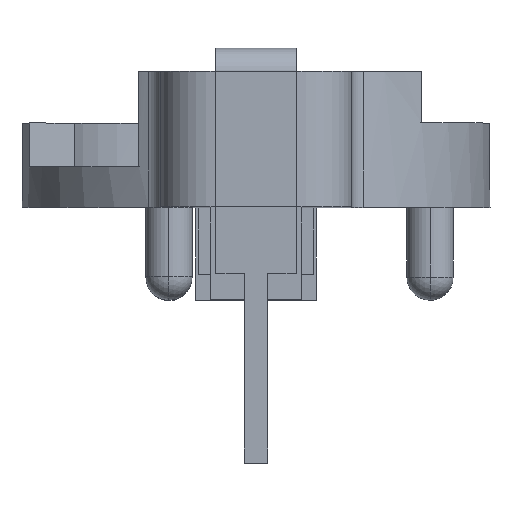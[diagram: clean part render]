
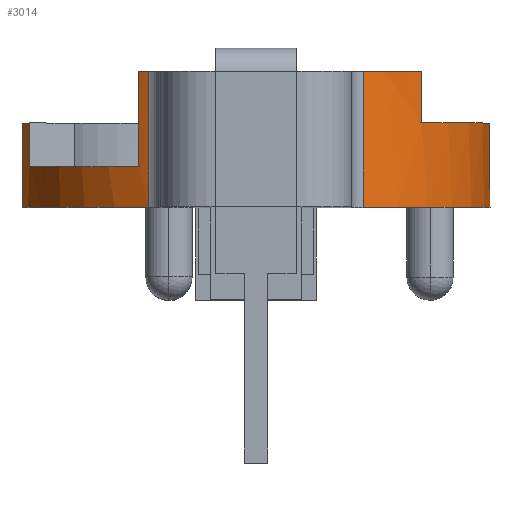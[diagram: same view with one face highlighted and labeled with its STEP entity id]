
A CAD part, top view. The second image highlights one B-rep face of the part: STEP entity #3014.
In plain terms, the highlighted cylindrical face has radius 6.415 mm (diameter 12.83 mm), a partial arc.
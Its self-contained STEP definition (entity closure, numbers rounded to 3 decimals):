
#40 = CARTESIAN_POINT ( 'NONE',  ( -6.196, 2.31, 1.66 ) ) ;
#132 = CARTESIAN_POINT ( 'NONE',  ( 2.94, 3.71, 5.702 ) ) ;
#200 = CIRCLE ( 'NONE', #2650, 6.415 ) ;
#217 = DIRECTION ( 'NONE',  ( 0., -1., 0. ) ) ;
#227 = VERTEX_POINT ( 'NONE', #2724 ) ;
#271 = DIRECTION ( 'NONE',  ( 0., 1., 0. ) ) ;
#295 = AXIS2_PLACEMENT_3D ( 'NONE', #698, #217, #1884 ) ;
#336 = ORIENTED_EDGE ( 'NONE', *, *, #1749, .T. ) ;
#363 = CARTESIAN_POINT ( 'NONE',  ( -2.94, -19.836, 5.702 ) ) ;
#396 = VERTEX_POINT ( 'NONE', #1442 ) ;
#457 = LINE ( 'NONE', #968, #1642 ) ;
#468 = VECTOR ( 'NONE', #1189, 1000. ) ;
#569 = ORIENTED_EDGE ( 'NONE', *, *, #1672, .T. ) ;
#591 = DIRECTION ( 'NONE',  ( 0., -1., 0. ) ) ;
#619 = EDGE_CURVE ( 'NONE', #396, #2477, #1932, .T. ) ;
#651 = DIRECTION ( 'NONE',  ( 0., 0., 1. ) ) ;
#695 = CARTESIAN_POINT ( 'NONE',  ( 0., -19.836, 0. ) ) ;
#698 = CARTESIAN_POINT ( 'NONE',  ( 0., 3.71, 0. ) ) ;
#721 = AXIS2_PLACEMENT_3D ( 'NONE', #2503, #591, #2712 ) ;
#784 = VERTEX_POINT ( 'NONE', #915 ) ;
#800 = LINE ( 'NONE', #1097, #2989 ) ;
#802 = CIRCLE ( 'NONE', #721, 6.415 ) ;
#896 = DIRECTION ( 'NONE',  ( 0., -1., 0. ) ) ;
#915 = CARTESIAN_POINT ( 'NONE',  ( -3.208, 1.11, 5.556 ) ) ;
#929 = DIRECTION ( 'NONE',  ( 0., -1., 0. ) ) ;
#968 = CARTESIAN_POINT ( 'NONE',  ( -6.196, -7.212, 1.66 ) ) ;
#971 = ORIENTED_EDGE ( 'NONE', *, *, #2947, .F. ) ;
#978 = AXIS2_PLACEMENT_3D ( 'NONE', #1150, #896, #651 ) ;
#979 = DIRECTION ( 'NONE',  ( 0., 1., 0. ) ) ;
#984 = VERTEX_POINT ( 'NONE', #132 ) ;
#1008 = CARTESIAN_POINT ( 'NONE',  ( 2.94, 0., 5.702 ) ) ;
#1016 = AXIS2_PLACEMENT_3D ( 'NONE', #695, #1622, #2330 ) ;
#1059 = CIRCLE ( 'NONE', #295, 6.415 ) ;
#1097 = CARTESIAN_POINT ( 'NONE',  ( 2.94, -19.836, 5.702 ) ) ;
#1098 = FACE_OUTER_BOUND ( 'NONE', #2441, .T. ) ;
#1150 = CARTESIAN_POINT ( 'NONE',  ( 0., 2.31, 0. ) ) ;
#1174 = DIRECTION ( 'NONE',  ( 0., 0., 1. ) ) ;
#1189 = DIRECTION ( 'NONE',  ( 0., 1., 0. ) ) ;
#1202 = AXIS2_PLACEMENT_3D ( 'NONE', #2656, #271, #2373 ) ;
#1210 = CIRCLE ( 'NONE', #978, 6.415 ) ;
#1318 = LINE ( 'NONE', #2586, #468 ) ;
#1324 = DIRECTION ( 'NONE',  ( 0., 1., 0. ) ) ;
#1340 = ORIENTED_EDGE ( 'NONE', *, *, #1872, .T. ) ;
#1375 = CARTESIAN_POINT ( 'NONE',  ( 4.536, -16.868, 4.536 ) ) ;
#1379 = EDGE_CURVE ( 'NONE', #1975, #2711, #2563, .T. ) ;
#1442 = CARTESIAN_POINT ( 'NONE',  ( 4.536, 2.31, 4.536 ) ) ;
#1622 = DIRECTION ( 'NONE',  ( 0., 1., 0. ) ) ;
#1642 = VECTOR ( 'NONE', #979, 1000. ) ;
#1672 = EDGE_CURVE ( 'NONE', #2182, #227, #200, .T. ) ;
#1684 = CARTESIAN_POINT ( 'NONE',  ( 4.536, 3.71, 4.536 ) ) ;
#1739 = ORIENTED_EDGE ( 'NONE', *, *, #2240, .F. ) ;
#1749 = EDGE_CURVE ( 'NONE', #2500, #396, #1210, .T. ) ;
#1758 = CARTESIAN_POINT ( 'NONE',  ( -2.94, 0., 5.702 ) ) ;
#1802 = DIRECTION ( 'NONE',  ( 0., 1., 0. ) ) ;
#1872 = EDGE_CURVE ( 'NONE', #3009, #2500, #457, .T. ) ;
#1884 = DIRECTION ( 'NONE',  ( 0., 0., 1. ) ) ;
#1916 = CARTESIAN_POINT ( 'NONE',  ( -6.196, 1.11, 1.66 ) ) ;
#1932 = LINE ( 'NONE', #1375, #2306 ) ;
#1961 = ORIENTED_EDGE ( 'NONE', *, *, #2241, .T. ) ;
#1975 = VERTEX_POINT ( 'NONE', #1008 ) ;
#2030 = DIRECTION ( 'NONE',  ( 0., 1., 0. ) ) ;
#2182 = VERTEX_POINT ( 'NONE', #2725 ) ;
#2240 = EDGE_CURVE ( 'NONE', #1975, #984, #800, .T. ) ;
#2241 = EDGE_CURVE ( 'NONE', #2711, #2182, #2377, .T. ) ;
#2283 = CARTESIAN_POINT ( 'NONE',  ( 0., 3.71, 0. ) ) ;
#2306 = VECTOR ( 'NONE', #1324, 1000. ) ;
#2330 = DIRECTION ( 'NONE',  ( 0., 0., 1. ) ) ;
#2365 = ORIENTED_EDGE ( 'NONE', *, *, #619, .T. ) ;
#2369 = EDGE_CURVE ( 'NONE', #2477, #984, #1059, .T. ) ;
#2373 = DIRECTION ( 'NONE',  ( 0., 0., 1. ) ) ;
#2377 = LINE ( 'NONE', #363, #2779 ) ;
#2441 = EDGE_LOOP ( 'NONE', ( #1340, #336, #2365, #2902, #1739, #2676, #1961, #569, #971, #2730 ) ) ;
#2477 = VERTEX_POINT ( 'NONE', #1684 ) ;
#2500 = VERTEX_POINT ( 'NONE', #40 ) ;
#2503 = CARTESIAN_POINT ( 'NONE',  ( 0., 1.11, 0. ) ) ;
#2563 = CIRCLE ( 'NONE', #1202, 6.415 ) ;
#2586 = CARTESIAN_POINT ( 'NONE',  ( -3.208, -7.212, 5.556 ) ) ;
#2650 = AXIS2_PLACEMENT_3D ( 'NONE', #2283, #929, #1174 ) ;
#2653 = EDGE_CURVE ( 'NONE', #784, #3009, #802, .T. ) ;
#2656 = CARTESIAN_POINT ( 'NONE',  ( 0., 0., 0. ) ) ;
#2676 = ORIENTED_EDGE ( 'NONE', *, *, #1379, .T. ) ;
#2711 = VERTEX_POINT ( 'NONE', #1758 ) ;
#2712 = DIRECTION ( 'NONE',  ( 0., 0., 1. ) ) ;
#2724 = CARTESIAN_POINT ( 'NONE',  ( -3.208, 3.71, 5.556 ) ) ;
#2725 = CARTESIAN_POINT ( 'NONE',  ( -2.94, 3.71, 5.702 ) ) ;
#2730 = ORIENTED_EDGE ( 'NONE', *, *, #2653, .T. ) ;
#2779 = VECTOR ( 'NONE', #2030, 1000. ) ;
#2814 = CYLINDRICAL_SURFACE ( 'NONE', #1016, 6.415 ) ;
#2902 = ORIENTED_EDGE ( 'NONE', *, *, #2369, .T. ) ;
#2947 = EDGE_CURVE ( 'NONE', #784, #227, #1318, .T. ) ;
#2989 = VECTOR ( 'NONE', #1802, 1000. ) ;
#3009 = VERTEX_POINT ( 'NONE', #1916 ) ;
#3014 = ADVANCED_FACE ( 'NONE', ( #1098 ), #2814, .T. ) ;
